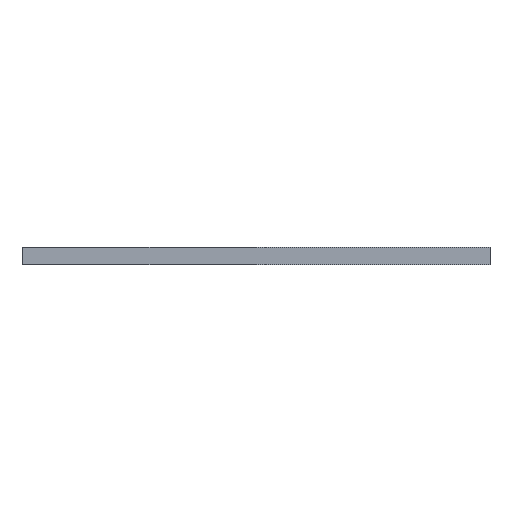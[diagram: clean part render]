
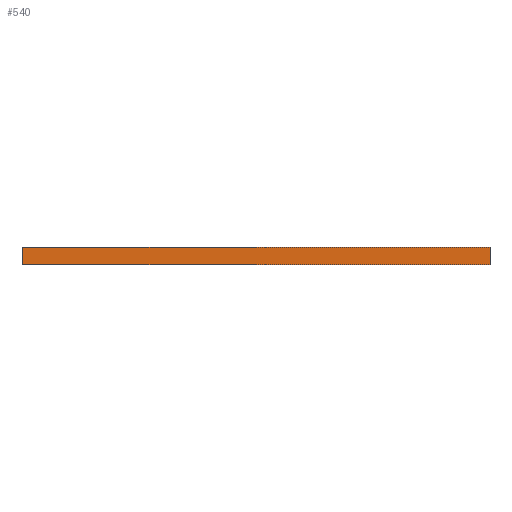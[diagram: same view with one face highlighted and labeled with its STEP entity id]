
A CAD part, left-side view. The second image highlights one B-rep face of the part: STEP entity #540.
In plain terms, the highlighted planar face has unit normal (-1, 0, 0).
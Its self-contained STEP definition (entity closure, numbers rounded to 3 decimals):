
#73 = AXIS2_PLACEMENT_3D ( 'NONE', #2991, #363, #3438 ) ;
#116 = DIRECTION ( 'NONE',  ( 0., 1., 0. ) ) ;
#142 = CARTESIAN_POINT ( 'NONE',  ( -22.4, -22.875, 0.85 ) ) ;
#184 = VECTOR ( 'NONE', #4237, 1000. ) ;
#197 = VERTEX_POINT ( 'NONE', #4139 ) ;
#206 = VERTEX_POINT ( 'NONE', #3672 ) ;
#363 = DIRECTION ( 'NONE',  ( -1., 0., 0. ) ) ;
#540 = ADVANCED_FACE ( 'NONE', ( #3882 ), #5196, .T. ) ;
#664 = ORIENTED_EDGE ( 'NONE', *, *, #3480, .F. ) ;
#766 = CARTESIAN_POINT ( 'NONE',  ( -22.4, 22.875, -0.85 ) ) ;
#773 = CARTESIAN_POINT ( 'NONE',  ( -22.4, 22.875, 0.85 ) ) ;
#798 = VECTOR ( 'NONE', #116, 1000. ) ;
#814 = CARTESIAN_POINT ( 'NONE',  ( -22.4, -22.875, 0.85 ) ) ;
#1195 = DIRECTION ( 'NONE',  ( 0., 0., -1. ) ) ;
#1360 = LINE ( 'NONE', #3821, #184 ) ;
#1481 = DIRECTION ( 'NONE',  ( 0., 1., 0. ) ) ;
#1710 = VECTOR ( 'NONE', #1195, 1000. ) ;
#1856 = VERTEX_POINT ( 'NONE', #766 ) ;
#1942 = ORIENTED_EDGE ( 'NONE', *, *, #3773, .T. ) ;
#2392 = ORIENTED_EDGE ( 'NONE', *, *, #2896, .T. ) ;
#2524 = LINE ( 'NONE', #142, #798 ) ;
#2746 = VECTOR ( 'NONE', #1481, 1000. ) ;
#2896 = EDGE_CURVE ( 'NONE', #206, #4598, #2524, .T. ) ;
#2991 = CARTESIAN_POINT ( 'NONE',  ( -22.4, -22.875, 0.85 ) ) ;
#3008 = LINE ( 'NONE', #814, #1710 ) ;
#3266 = CARTESIAN_POINT ( 'NONE',  ( -22.4, -22.875, -0.85 ) ) ;
#3438 = DIRECTION ( 'NONE',  ( 0., 0., 1. ) ) ;
#3480 = EDGE_CURVE ( 'NONE', #197, #1856, #3887, .T. ) ;
#3672 = CARTESIAN_POINT ( 'NONE',  ( -22.4, -22.875, 0.85 ) ) ;
#3773 = EDGE_CURVE ( 'NONE', #4598, #1856, #1360, .T. ) ;
#3821 = CARTESIAN_POINT ( 'NONE',  ( -22.4, 22.875, 0.85 ) ) ;
#3882 = FACE_OUTER_BOUND ( 'NONE', #5022, .T. ) ;
#3887 = LINE ( 'NONE', #3266, #2746 ) ;
#4139 = CARTESIAN_POINT ( 'NONE',  ( -22.4, -22.875, -0.85 ) ) ;
#4237 = DIRECTION ( 'NONE',  ( 0., 0., -1. ) ) ;
#4598 = VERTEX_POINT ( 'NONE', #773 ) ;
#4613 = ORIENTED_EDGE ( 'NONE', *, *, #4705, .F. ) ;
#4705 = EDGE_CURVE ( 'NONE', #206, #197, #3008, .T. ) ;
#5022 = EDGE_LOOP ( 'NONE', ( #664, #4613, #2392, #1942 ) ) ;
#5196 = PLANE ( 'NONE',  #73 ) ;
